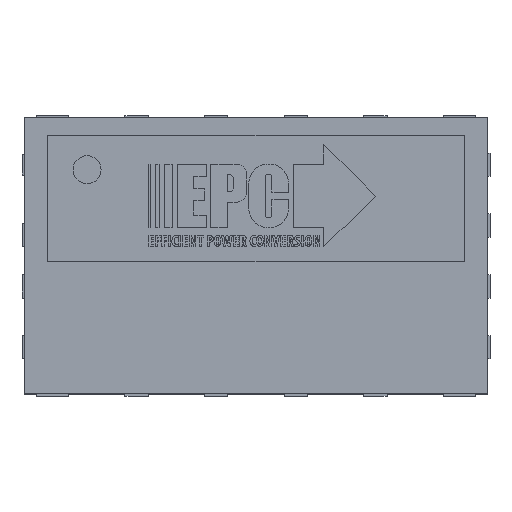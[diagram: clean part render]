
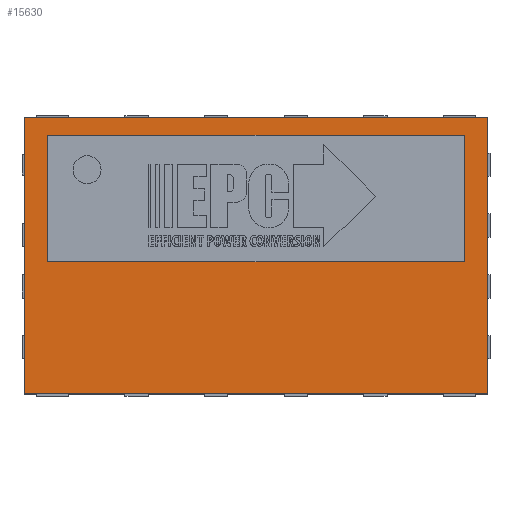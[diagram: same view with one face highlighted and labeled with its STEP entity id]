
A CAD part, top view. The second image highlights one B-rep face of the part: STEP entity #15630.
In plain terms, the highlighted planar face has unit normal (0, 0, 1).
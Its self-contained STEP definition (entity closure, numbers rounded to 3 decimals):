
#15501 = VERTEX_POINT('',#15502);
#15502 = CARTESIAN_POINT('',(2.473,-1.475,0.5));
#15508 = EDGE_CURVE('',#15501,#15509,#15511,.T.);
#15509 = VERTEX_POINT('',#15510);
#15510 = CARTESIAN_POINT('',(-2.474,-1.475,0.5));
#15511 = LINE('',#15512,#15513);
#15512 = CARTESIAN_POINT('',(2.473,-1.475,0.5));
#15513 = VECTOR('',#15514,1.);
#15514 = DIRECTION('',(-1.,0.,0.));
#15539 = EDGE_CURVE('',#15509,#15540,#15542,.T.);
#15540 = VERTEX_POINT('',#15541);
#15541 = CARTESIAN_POINT('',(-2.474,1.475,0.5));
#15542 = LINE('',#15543,#15544);
#15543 = CARTESIAN_POINT('',(-2.474,-1.475,0.5));
#15544 = VECTOR('',#15545,1.);
#15545 = DIRECTION('',(0.,1.,0.));
#15570 = EDGE_CURVE('',#15540,#15571,#15573,.T.);
#15571 = VERTEX_POINT('',#15572);
#15572 = CARTESIAN_POINT('',(2.473,1.475,0.5));
#15573 = LINE('',#15574,#15575);
#15574 = CARTESIAN_POINT('',(-2.474,1.475,0.5));
#15575 = VECTOR('',#15576,1.);
#15576 = DIRECTION('',(1.,0.,0.));
#15601 = EDGE_CURVE('',#15571,#15501,#15602,.T.);
#15602 = LINE('',#15603,#15604);
#15603 = CARTESIAN_POINT('',(2.473,1.475,0.5));
#15604 = VECTOR('',#15605,1.);
#15605 = DIRECTION('',(0.,-1.,0.));
#15630 = ADVANCED_FACE('',(#15631),#15637,.T.);
#15631 = FACE_BOUND('',#15632,.F.);
#15632 = EDGE_LOOP('',(#15633,#15634,#15635,#15636));
#15633 = ORIENTED_EDGE('',*,*,#15508,.T.);
#15634 = ORIENTED_EDGE('',*,*,#15539,.T.);
#15635 = ORIENTED_EDGE('',*,*,#15570,.T.);
#15636 = ORIENTED_EDGE('',*,*,#15601,.T.);
#15637 = PLANE('',#15638);
#15638 = AXIS2_PLACEMENT_3D('',#15639,#15640,#15641);
#15639 = CARTESIAN_POINT('',(2.473,-1.475,0.5));
#15640 = DIRECTION('',(0.,0.,1.));
#15641 = DIRECTION('',(1.,0.,-0.));
